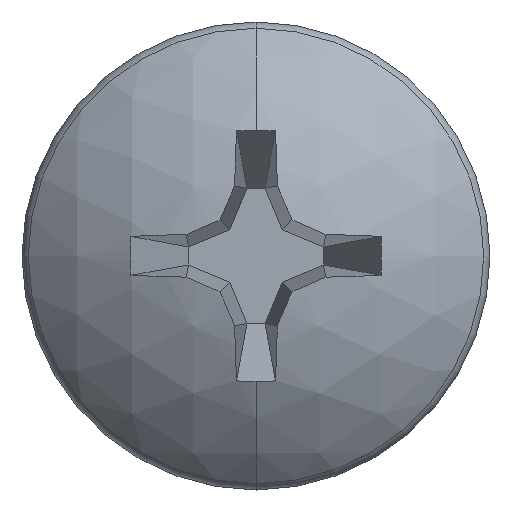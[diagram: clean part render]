
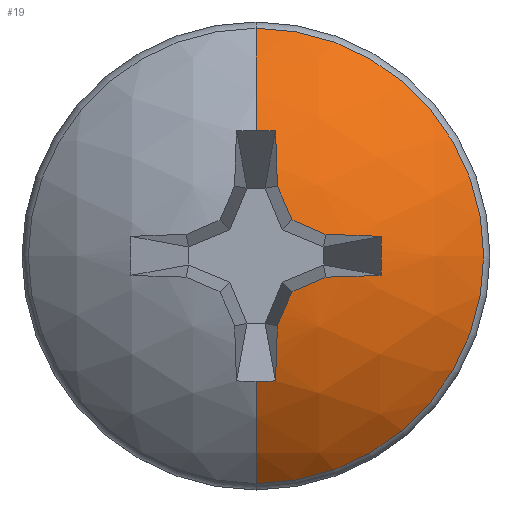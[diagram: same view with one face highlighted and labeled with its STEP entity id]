
A CAD part, top view. The second image highlights one B-rep face of the part: STEP entity #19.
In plain terms, the highlighted spherical face has radius 1.991 mm.
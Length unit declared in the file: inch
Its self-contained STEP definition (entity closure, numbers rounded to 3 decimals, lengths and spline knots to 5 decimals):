
#19 = ADVANCED_FACE ( 'NONE', ( #4808 ), #4795, .T. ) ;
#239 = CIRCLE ( 'NONE', #7106, 0.07834 ) ;
#243 = CIRCLE ( 'NONE', #7107, 0.07831 ) ;
#244 = CIRCLE ( 'NONE', #7108, 0.07839 ) ;
#245 = CIRCLE ( 'NONE', #7109, 0.07786 ) ;
#246 = CIRCLE ( 'NONE', #7110, 0.05644 ) ;
#247 = CIRCLE ( 'NONE', #7112, 0.07786 ) ;
#248 = CIRCLE ( 'NONE', #7111, 0.07839 ) ;
#249 = CIRCLE ( 'NONE', #7114, 0.07834 ) ;
#250 = CIRCLE ( 'NONE', #7113, 0.07831 ) ;
#251 = CIRCLE ( 'NONE', #7115, 0.07786 ) ;
#252 = CIRCLE ( 'NONE', #7116, 0.07834 ) ;
#253 = CIRCLE ( 'NONE', #7117, 0.07831 ) ;
#254 = CIRCLE ( 'NONE', #7118, 0.07831 ) ;
#255 = CIRCLE ( 'NONE', #7119, 0.07834 ) ;
#1110 = EDGE_CURVE ( 'NONE', #6454, #6458, #239, .T. ) ;
#1111 = EDGE_CURVE ( 'NONE', #6458, #6409, #243, .T. ) ;
#1112 = EDGE_CURVE ( 'NONE', #6442, #6440, #244, .T. ) ;
#1113 = EDGE_CURVE ( 'NONE', #6435, #6631, #245, .T. ) ;
#1114 = EDGE_CURVE ( 'NONE', #6422, #6440, #246, .T. ) ;
#1115 = EDGE_CURVE ( 'NONE', #6631, #6422, #248, .T. ) ;
#1116 = EDGE_CURVE ( 'NONE', #6442, #6454, #247, .T. ) ;
#1117 = EDGE_CURVE ( 'NONE', #6409, #6417, #250, .T. ) ;
#1118 = EDGE_CURVE ( 'NONE', #6417, #6457, #249, .T. ) ;
#1119 = EDGE_CURVE ( 'NONE', #6457, #6466, #251, .T. ) ;
#1120 = EDGE_CURVE ( 'NONE', #6466, #6459, #252, .T. ) ;
#1121 = EDGE_CURVE ( 'NONE', #6459, #6460, #253, .T. ) ;
#1122 = EDGE_CURVE ( 'NONE', #6460, #6416, #254, .T. ) ;
#1123 = EDGE_CURVE ( 'NONE', #6416, #6435, #255, .T. ) ;
#1143 = AXIS2_PLACEMENT_3D ( 'NONE', #7367, #7370, #7352 ) ;
#3802 = CARTESIAN_POINT ( 'NONE',  ( -0.0027, 0., 0.1484 ) ) ;
#3803 = DIRECTION ( 'NONE',  ( -0.995, 0., 0.105 ) ) ;
#3804 = DIRECTION ( 'NONE',  ( 0.105, 0., 0.995 ) ) ;
#3805 = CARTESIAN_POINT ( 'NONE',  ( 0.00321, -0.00133, 0.14775 ) ) ;
#3806 = DIRECTION ( 'NONE',  ( -0.919, 0.381, 0.105 ) ) ;
#3807 = DIRECTION ( 'NONE',  ( -0.383, -0.924, 0. ) ) ;
#3808 = CARTESIAN_POINT ( 'NONE',  ( 0., 0., 0.14811 ) ) ;
#3809 = DIRECTION ( 'NONE',  ( 1., 0., 0. ) ) ;
#3810 = DIRECTION ( 'NONE',  ( 0., 1., 0. ) ) ;
#3811 = CARTESIAN_POINT ( 'NONE',  ( 0., -0.00784, 0.15264 ) ) ;
#3812 = DIRECTION ( 'NONE',  ( 0., -0.866, 0.5 ) ) ;
#3813 = DIRECTION ( 'NONE',  ( 0., -0.5, -0.866 ) ) ;
#3814 = CARTESIAN_POINT ( 'NONE',  ( 0., 0., 0.20251 ) ) ;
#3815 = DIRECTION ( 'NONE',  ( 0., 0., -1. ) ) ;
#3816 = DIRECTION ( 'NONE',  ( 0., 1., 0. ) ) ;
#3818 = CARTESIAN_POINT ( 'NONE',  ( 0., 0., 0.14811 ) ) ;
#3819 = DIRECTION ( 'NONE',  ( -1., 0., 0. ) ) ;
#3820 = DIRECTION ( 'NONE',  ( 0., 0., 1. ) ) ;
#3822 = CARTESIAN_POINT ( 'NONE',  ( 0., 0.00784, 0.15264 ) ) ;
#3823 = DIRECTION ( 'NONE',  ( 0., 0.866, 0.5 ) ) ;
#3824 = DIRECTION ( 'NONE',  ( 0., -0.5, 0.866 ) ) ;
#3825 = CARTESIAN_POINT ( 'NONE',  ( 0.00133, -0.00321, 0.14775 ) ) ;
#3826 = DIRECTION ( 'NONE',  ( -0.381, 0.919, 0.105 ) ) ;
#3827 = DIRECTION ( 'NONE',  ( -0.924, -0.383, 0. ) ) ;
#3828 = CARTESIAN_POINT ( 'NONE',  ( 0., 0.0027, 0.1484 ) ) ;
#3829 = DIRECTION ( 'NONE',  ( 0., 0.995, 0.105 ) ) ;
#3830 = DIRECTION ( 'NONE',  ( 0., -0.105, 0.995 ) ) ;
#3831 = CARTESIAN_POINT ( 'NONE',  ( -0.00784, 0., 0.15264 ) ) ;
#3832 = DIRECTION ( 'NONE',  ( -0.866, 0., 0.5 ) ) ;
#3833 = DIRECTION ( 'NONE',  ( 0.5, 0., 0.866 ) ) ;
#3834 = CARTESIAN_POINT ( 'NONE',  ( 0., -0.0027, 0.1484 ) ) ;
#3835 = DIRECTION ( 'NONE',  ( 0., -0.995, 0.105 ) ) ;
#3836 = DIRECTION ( 'NONE',  ( 0., -0.105, -0.995 ) ) ;
#3837 = CARTESIAN_POINT ( 'NONE',  ( 0.00133, 0.00321, 0.14775 ) ) ;
#3838 = DIRECTION ( 'NONE',  ( -0.381, -0.919, 0.105 ) ) ;
#3839 = DIRECTION ( 'NONE',  ( 0.924, -0.383, 0. ) ) ;
#3841 = CARTESIAN_POINT ( 'NONE',  ( 0.00321, 0.00133, 0.14775 ) ) ;
#3842 = DIRECTION ( 'NONE',  ( -0.919, -0.381, 0.105 ) ) ;
#3843 = DIRECTION ( 'NONE',  ( 0.383, -0.924, 0. ) ) ;
#3845 = CARTESIAN_POINT ( 'NONE',  ( -0.0027, 0., 0.1484 ) ) ;
#3846 = DIRECTION ( 'NONE',  ( -0.995, 0., 0.105 ) ) ;
#3847 = DIRECTION ( 'NONE',  ( 0.105, 0., 0.995 ) ) ;
#4047 = CARTESIAN_POINT ( 'NONE',  ( 0.01736, -0.00529, 0.22437 ) ) ;
#4050 = CARTESIAN_POINT ( 'NONE',  ( 0.00891, -0.00891, 0.22548 ) ) ;
#4052 = CARTESIAN_POINT ( 'NONE',  ( 0.00529, 0.01736, 0.22437 ) ) ;
#4057 = CARTESIAN_POINT ( 'NONE',  ( 0., 0.05644, 0.20251 ) ) ;
#4068 = CARTESIAN_POINT ( 'NONE',  ( 0.00482, 0.03101, 0.21994 ) ) ;
#4071 = CARTESIAN_POINT ( 'NONE',  ( 0.01736, 0.00529, 0.22437 ) ) ;
#4072 = CARTESIAN_POINT ( 'NONE',  ( 0., -0.05644, 0.20251 ) ) ;
#4074 = CARTESIAN_POINT ( 'NONE',  ( 0., -0.03109, 0.22007 ) ) ;
#4076 = CARTESIAN_POINT ( 'NONE',  ( 0.00529, -0.01736, 0.22437 ) ) ;
#4077 = CARTESIAN_POINT ( 'NONE',  ( 0.03101, -0.00482, 0.21994 ) ) ;
#4079 = CARTESIAN_POINT ( 'NONE',  ( 0.00482, -0.03101, 0.21994 ) ) ;
#4081 = CARTESIAN_POINT ( 'NONE',  ( 0.03101, 0.00482, 0.21994 ) ) ;
#4082 = CARTESIAN_POINT ( 'NONE',  ( 0.00891, 0.00891, 0.22548 ) ) ;
#4158 = CARTESIAN_POINT ( 'NONE',  ( 0., 0.03109, 0.22007 ) ) ;
#4642 = EDGE_LOOP ( 'NONE', ( #4672, #4679, #4675, #4678, #4673, #4674, #4714, #4759, #4758, #4757, #4756, #4755, #4754, #4753 ) ) ;
#4672 = ORIENTED_EDGE ( 'NONE', *, *, #1116, .F. ) ;
#4673 = ORIENTED_EDGE ( 'NONE', *, *, #1113, .F. ) ;
#4674 = ORIENTED_EDGE ( 'NONE', *, *, #1123, .F. ) ;
#4675 = ORIENTED_EDGE ( 'NONE', *, *, #1114, .F. ) ;
#4678 = ORIENTED_EDGE ( 'NONE', *, *, #1115, .F. ) ;
#4679 = ORIENTED_EDGE ( 'NONE', *, *, #1112, .T. ) ;
#4714 = ORIENTED_EDGE ( 'NONE', *, *, #1122, .F. ) ;
#4753 = ORIENTED_EDGE ( 'NONE', *, *, #1110, .F. ) ;
#4754 = ORIENTED_EDGE ( 'NONE', *, *, #1111, .F. ) ;
#4755 = ORIENTED_EDGE ( 'NONE', *, *, #1117, .F. ) ;
#4756 = ORIENTED_EDGE ( 'NONE', *, *, #1118, .F. ) ;
#4757 = ORIENTED_EDGE ( 'NONE', *, *, #1119, .F. ) ;
#4758 = ORIENTED_EDGE ( 'NONE', *, *, #1120, .F. ) ;
#4759 = ORIENTED_EDGE ( 'NONE', *, *, #1121, .F. ) ;
#4795 = SPHERICAL_SURFACE ( 'NONE', #1143, 0.07839 ) ;
#4808 = FACE_OUTER_BOUND ( 'NONE', #4642, .T. ) ;
#6409 = VERTEX_POINT ( 'NONE', #4050 ) ;
#6416 = VERTEX_POINT ( 'NONE', #4052 ) ;
#6417 = VERTEX_POINT ( 'NONE', #4047 ) ;
#6422 = VERTEX_POINT ( 'NONE', #4057 ) ;
#6435 = VERTEX_POINT ( 'NONE', #4068 ) ;
#6440 = VERTEX_POINT ( 'NONE', #4072 ) ;
#6442 = VERTEX_POINT ( 'NONE', #4074 ) ;
#6454 = VERTEX_POINT ( 'NONE', #4079 ) ;
#6457 = VERTEX_POINT ( 'NONE', #4077 ) ;
#6458 = VERTEX_POINT ( 'NONE', #4076 ) ;
#6459 = VERTEX_POINT ( 'NONE', #4071 ) ;
#6460 = VERTEX_POINT ( 'NONE', #4082 ) ;
#6466 = VERTEX_POINT ( 'NONE', #4081 ) ;
#6631 = VERTEX_POINT ( 'NONE', #4158 ) ;
#7106 = AXIS2_PLACEMENT_3D ( 'NONE', #3802, #3803, #3804 ) ;
#7107 = AXIS2_PLACEMENT_3D ( 'NONE', #3805, #3806, #3807 ) ;
#7108 = AXIS2_PLACEMENT_3D ( 'NONE', #3808, #3809, #3810 ) ;
#7109 = AXIS2_PLACEMENT_3D ( 'NONE', #3811, #3812, #3813 ) ;
#7110 = AXIS2_PLACEMENT_3D ( 'NONE', #3814, #3815, #3816 ) ;
#7111 = AXIS2_PLACEMENT_3D ( 'NONE', #3818, #3819, #3820 ) ;
#7112 = AXIS2_PLACEMENT_3D ( 'NONE', #3822, #3823, #3824 ) ;
#7113 = AXIS2_PLACEMENT_3D ( 'NONE', #3825, #3826, #3827 ) ;
#7114 = AXIS2_PLACEMENT_3D ( 'NONE', #3828, #3829, #3830 ) ;
#7115 = AXIS2_PLACEMENT_3D ( 'NONE', #3831, #3832, #3833 ) ;
#7116 = AXIS2_PLACEMENT_3D ( 'NONE', #3834, #3835, #3836 ) ;
#7117 = AXIS2_PLACEMENT_3D ( 'NONE', #3837, #3838, #3839 ) ;
#7118 = AXIS2_PLACEMENT_3D ( 'NONE', #3841, #3842, #3843 ) ;
#7119 = AXIS2_PLACEMENT_3D ( 'NONE', #3845, #3846, #3847 ) ;
#7352 = DIRECTION ( 'NONE',  ( 0., 1., 0. ) ) ;
#7367 = CARTESIAN_POINT ( 'NONE',  ( 0., 0., 0.14811 ) ) ;
#7370 = DIRECTION ( 'NONE',  ( 1., 0., 0. ) ) ;
